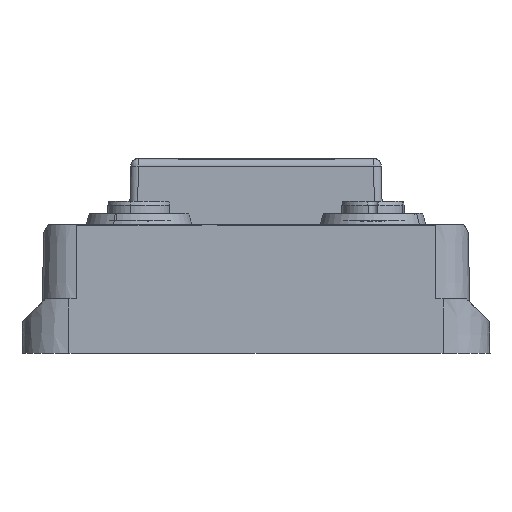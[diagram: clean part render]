
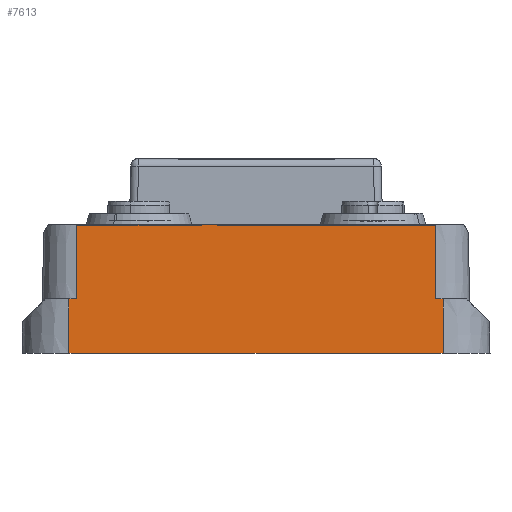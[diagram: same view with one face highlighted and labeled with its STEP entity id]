
A CAD part, front view. The second image highlights one B-rep face of the part: STEP entity #7613.
In plain terms, the highlighted planar face has unit normal (0, -1, 0.018).
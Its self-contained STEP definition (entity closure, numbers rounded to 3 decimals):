
#7545=AXIS2_PLACEMENT_3D('Plane Axis2P3D',#7542,#7543,#7544) ;
#3790=CARTESIAN_POINT('Vertex',(7.,0.288,16.5)) ;
#3793=CARTESIAN_POINT('Line Origine',(30.,0.288,16.5)) ;
#3797=CARTESIAN_POINT('Vertex',(53.,0.288,16.5)) ;
#7504=CARTESIAN_POINT('Line Origine',(53.,0.144,8.25)) ;
#7508=CARTESIAN_POINT('Vertex',(53.,0.122,7.)) ;
#7542=CARTESIAN_POINT('Axis2P3D Location',(60.,0.,0.)) ;
#7547=CARTESIAN_POINT('Line Origine',(30.,0.,0.)) ;
#7551=CARTESIAN_POINT('Vertex',(54.,0.,0.)) ;
#7553=CARTESIAN_POINT('Vertex',(53.,0.,0.)) ;
#7556=CARTESIAN_POINT('Line Origine',(54.,0.061,3.5)) ;
#7560=CARTESIAN_POINT('Vertex',(54.,0.122,7.)) ;
#7563=CARTESIAN_POINT('Line Origine',(30.,0.122,7.)) ;
#7568=CARTESIAN_POINT('Line Origine',(7.,0.061,3.5)) ;
#7572=CARTESIAN_POINT('Vertex',(7.,0.122,7.)) ;
#7575=CARTESIAN_POINT('Line Origine',(30.,0.122,7.)) ;
#7579=CARTESIAN_POINT('Vertex',(6.,0.122,7.)) ;
#7582=CARTESIAN_POINT('Line Origine',(6.,0.061,3.5)) ;
#7586=CARTESIAN_POINT('Vertex',(6.,0.,0.)) ;
#7589=CARTESIAN_POINT('Line Origine',(30.,0.,0.)) ;
#7593=CARTESIAN_POINT('Vertex',(7.,0.,0.)) ;
#7596=CARTESIAN_POINT('Line Origine',(30.,0.,0.)) ;
#3794=DIRECTION('Vector Direction',(1.,0.,0.)) ;
#7505=DIRECTION('Vector Direction',(0.,-0.017,-1.)) ;
#7543=DIRECTION('Axis2P3D Direction',(0.,-1.,0.017)) ;
#7544=DIRECTION('Axis2P3D XDirection',(-1.,0.,0.)) ;
#7548=DIRECTION('Vector Direction',(-1.,0.,0.)) ;
#7557=DIRECTION('Vector Direction',(0.,-0.017,-1.)) ;
#7564=DIRECTION('Vector Direction',(-1.,0.,0.)) ;
#7569=DIRECTION('Vector Direction',(0.,-0.017,-1.)) ;
#7576=DIRECTION('Vector Direction',(-1.,0.,0.)) ;
#7583=DIRECTION('Vector Direction',(0.,-0.017,-1.)) ;
#7590=DIRECTION('Vector Direction',(-1.,0.,0.)) ;
#7597=DIRECTION('Vector Direction',(-1.,0.,0.)) ;
#3795=VECTOR('Line Direction',#3794,1.) ;
#7506=VECTOR('Line Direction',#7505,1.) ;
#7549=VECTOR('Line Direction',#7548,1.) ;
#7558=VECTOR('Line Direction',#7557,1.) ;
#7565=VECTOR('Line Direction',#7564,1.) ;
#7570=VECTOR('Line Direction',#7569,1.) ;
#7577=VECTOR('Line Direction',#7576,1.) ;
#7584=VECTOR('Line Direction',#7583,1.) ;
#7591=VECTOR('Line Direction',#7590,1.) ;
#7598=VECTOR('Line Direction',#7597,1.) ;
#7602=ORIENTED_EDGE('',*,*,#7555,.F.) ;
#7603=ORIENTED_EDGE('',*,*,#7562,.T.) ;
#7604=ORIENTED_EDGE('',*,*,#7567,.F.) ;
#7605=ORIENTED_EDGE('',*,*,#7510,.T.) ;
#7606=ORIENTED_EDGE('',*,*,#3799,.F.) ;
#7607=ORIENTED_EDGE('',*,*,#7574,.F.) ;
#7608=ORIENTED_EDGE('',*,*,#7581,.F.) ;
#7609=ORIENTED_EDGE('',*,*,#7588,.F.) ;
#7610=ORIENTED_EDGE('',*,*,#7595,.F.) ;
#7611=ORIENTED_EDGE('',*,*,#7600,.F.) ;
#7613=ADVANCED_FACE('Hauptk\X2\00F6\X0\rper',(#7612),#7546,.T.) ;
#3799=EDGE_CURVE('',#3791,#3798,#3796,.T.) ;
#7510=EDGE_CURVE('',#7509,#3798,#7507,.F.) ;
#7555=EDGE_CURVE('',#7552,#7554,#7550,.T.) ;
#7562=EDGE_CURVE('',#7552,#7561,#7559,.F.) ;
#7567=EDGE_CURVE('',#7509,#7561,#7566,.F.) ;
#7574=EDGE_CURVE('',#7573,#3791,#7571,.F.) ;
#7581=EDGE_CURVE('',#7580,#7573,#7578,.F.) ;
#7588=EDGE_CURVE('',#7587,#7580,#7585,.F.) ;
#7595=EDGE_CURVE('',#7594,#7587,#7592,.T.) ;
#7600=EDGE_CURVE('',#7554,#7594,#7599,.T.) ;
#7601=EDGE_LOOP('',(#7602,#7603,#7604,#7605,#7606,#7607,#7608,#7609,#7610,#7611)) ;
#7612=FACE_OUTER_BOUND('',#7601,.T.) ;
#3796=LINE('Line',#3793,#3795) ;
#7507=LINE('Line',#7504,#7506) ;
#7550=LINE('Line',#7547,#7549) ;
#7559=LINE('Line',#7556,#7558) ;
#7566=LINE('Line',#7563,#7565) ;
#7571=LINE('Line',#7568,#7570) ;
#7578=LINE('Line',#7575,#7577) ;
#7585=LINE('Line',#7582,#7584) ;
#7592=LINE('Line',#7589,#7591) ;
#7599=LINE('Line',#7596,#7598) ;
#7546=PLANE('',#7545) ;
#3791=VERTEX_POINT('',#3790) ;
#3798=VERTEX_POINT('',#3797) ;
#7509=VERTEX_POINT('',#7508) ;
#7552=VERTEX_POINT('',#7551) ;
#7554=VERTEX_POINT('',#7553) ;
#7561=VERTEX_POINT('',#7560) ;
#7573=VERTEX_POINT('',#7572) ;
#7580=VERTEX_POINT('',#7579) ;
#7587=VERTEX_POINT('',#7586) ;
#7594=VERTEX_POINT('',#7593) ;
